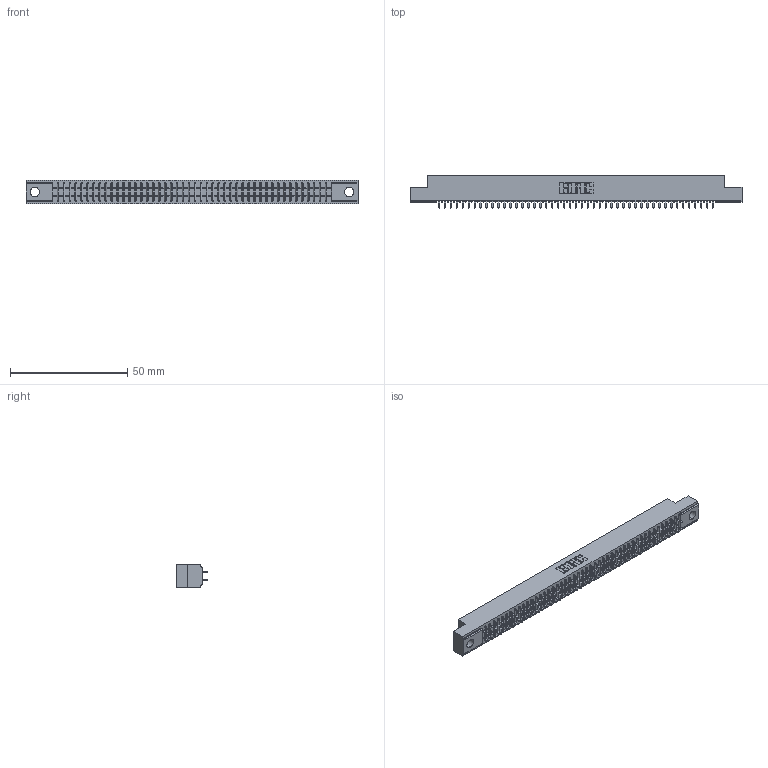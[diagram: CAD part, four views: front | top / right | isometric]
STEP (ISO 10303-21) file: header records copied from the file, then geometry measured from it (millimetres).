
FILE_DESCRIPTION (( 'STEP AP203' ), '1' );
FILE_NAME ('391-094-524-204.STEP', '2018-08-09T18:15:38', ( '' ), ( '' ), 'SwSTEP 2.0', 'SolidWorks 2016', '' );
FILE_SCHEMA (( 'CONFIG_CONTROL_DESIGN' ));
Products named in the file (3): 341 Part_.156 (3.96) Dia Mounting Holes; 341-292-001_341-292-124; 391-094-524-204
Assembly tree (95 placements, depth 2):
  391-094-524-204
    341 Part_.156 (3.96) Dia Mounting Holes
    341-292-001_341-292-124  x94
Bounding box: 141.6 x 13.64 x 10.16 mm (x, y, z)
Volume: 10346.4 mm3; surface area: 18229.2 mm2
Topology: 95 solids, 95 shells, 6334 faces, 18353 edges, 11886 vertices
Faces by surface type: plane 3842, cylinder 2304, sphere 96, torus 92
Entity records: 56632 total; most frequent: CARTESIAN_POINT 9419, ORIENTED_EDGE 9358, DIRECTION 9129, EDGE_CURVE 4679, VECTOR 3793, LINE 3793, VERTEX_POINT 2958, AXIS2_PLACEMENT_3D 2668
